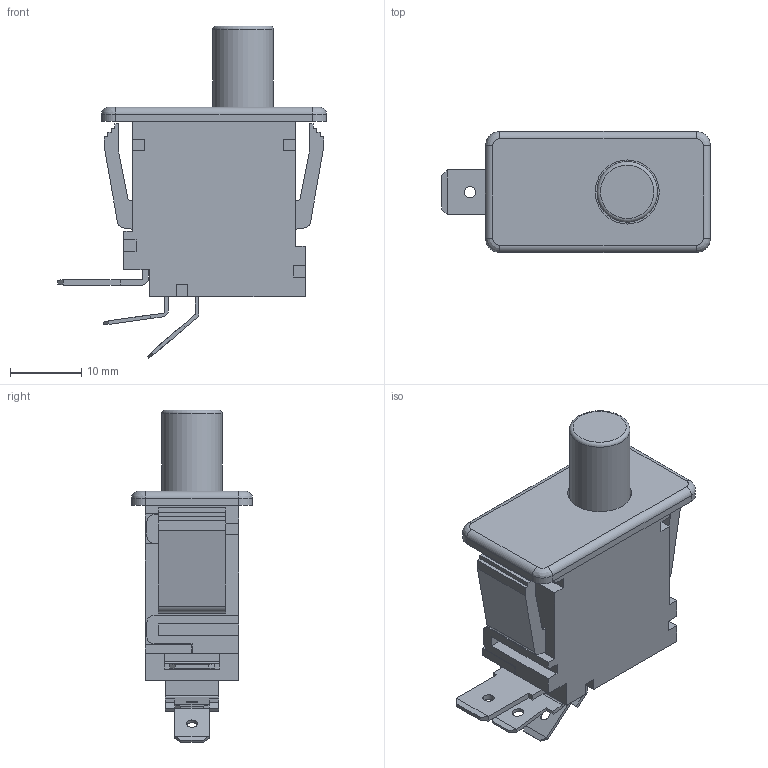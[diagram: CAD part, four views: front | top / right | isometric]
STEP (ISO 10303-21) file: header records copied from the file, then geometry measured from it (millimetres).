
FILE_DESCRIPTION((' '),'2;1');
FILE_NAME('PP1-Fx7-2D2.stp','2017-08-03T11:03:15',(' '),(' '),' ','ACIS',' ');
FILE_SCHEMA(('CONFIG_CONTROL_DESIGN'));
Length unit declared in the file: inch
Products named in the file (1): PP1-Fx7-2D2.stp
Bounding box: 37.77 x 17 x 46.62 mm (x, y, z)
Volume: 9680.1 mm3; surface area: 4898 mm2
Topology: 1 solids, 1 shells, 200 faces, 551 edges, 359 vertices
Faces by surface type: plane 162, cylinder 33, bspline 4, torus 1
Full cylindrical faces by diameter (mm): 1.6 x3, 8.5 x1, 9 x1
Entity records: 6385 total; most frequent: CARTESIAN_POINT 1149, ORIENTED_EDGE 1090, DIRECTION 1010, EDGE_CURVE 545, VECTOR 474, LINE 474, VERTEX_POINT 359, AXIS2_PLACEMENT_3D 268
